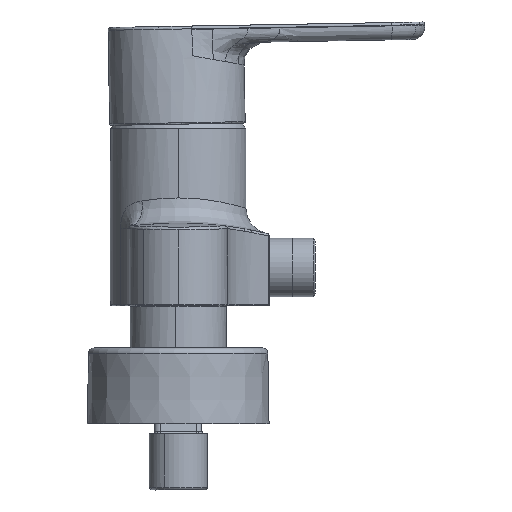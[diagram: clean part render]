
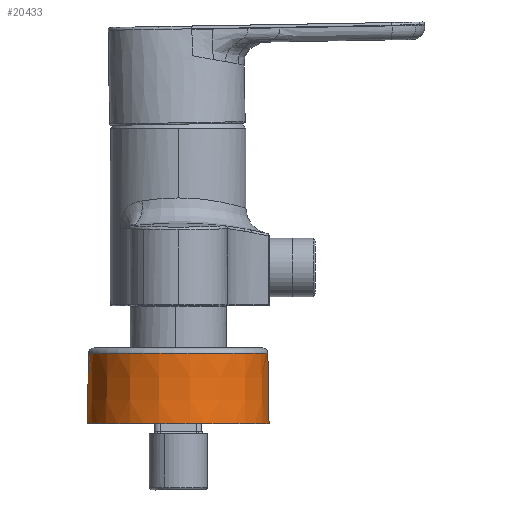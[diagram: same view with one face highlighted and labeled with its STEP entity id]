
A CAD part, left-side view. The second image highlights one B-rep face of the part: STEP entity #20433.
In plain terms, the highlighted conical face has half-angle 0.955 degrees and reference radius 32.083 mm.
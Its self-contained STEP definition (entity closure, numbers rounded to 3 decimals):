
#469 = ORIENTED_EDGE ( 'NONE', *, *, #16990, .T. ) ;
#586 = DIRECTION ( 'NONE',  ( -0.001, -0.017, -1. ) ) ;
#675 = DIRECTION ( 'NONE',  ( 0., 0., -1. ) ) ;
#687 = EDGE_CURVE ( 'NONE', #21548, #22374, #12822, .T. ) ;
#1729 = LINE ( 'NONE', #2271, #3698 ) ;
#2271 = CARTESIAN_POINT ( 'NONE',  ( -73.665, 32.055, -30.727 ) ) ;
#2812 = VERTEX_POINT ( 'NONE', #14700 ) ;
#2915 = FACE_OUTER_BOUND ( 'NONE', #18015, .T. ) ;
#3348 = CARTESIAN_POINT ( 'NONE',  ( -73.665, 32.055, -30.727 ) ) ;
#3698 = VECTOR ( 'NONE', #13050, 1000. ) ;
#4098 = AXIS2_PLACEMENT_3D ( 'NONE', #11413, #675, #20109 ) ;
#5065 = ORIENTED_EDGE ( 'NONE', *, *, #14422, .F. ) ;
#7672 = CARTESIAN_POINT ( 'NONE',  ( -75., 0., -30.727 ) ) ;
#8381 = AXIS2_PLACEMENT_3D ( 'NONE', #19555, #23167, #12414 ) ;
#8382 = VECTOR ( 'NONE', #586, 1000. ) ;
#9936 = EDGE_CURVE ( 'NONE', #2812, #18379, #11773, .T. ) ;
#11413 = CARTESIAN_POINT ( 'NONE',  ( -75., 0., -30.727 ) ) ;
#11773 = CIRCLE ( 'NONE', #8381, 32.5 ) ;
#12414 = DIRECTION ( 'NONE',  ( -0.442, 0.897, 0. ) ) ;
#12688 = CONICAL_SURFACE ( 'NONE', #18810, 32.083, 0.017 ) ;
#12822 = CIRCLE ( 'NONE', #4098, 32.083 ) ;
#13050 = DIRECTION ( 'NONE',  ( 0.001, 0.017, -1. ) ) ;
#14216 = CARTESIAN_POINT ( 'NONE',  ( -76.335, -32.055, -30.727 ) ) ;
#14422 = EDGE_CURVE ( 'NONE', #21548, #2812, #19307, .T. ) ;
#14654 = DIRECTION ( 'NONE',  ( 0.042, 0.999, 0. ) ) ;
#14700 = CARTESIAN_POINT ( 'NONE',  ( -76.352, -32.472, -55.76 ) ) ;
#15963 = CARTESIAN_POINT ( 'NONE',  ( -73.648, 32.472, -55.76 ) ) ;
#16990 = EDGE_CURVE ( 'NONE', #22374, #18379, #1729, .T. ) ;
#17059 = ORIENTED_EDGE ( 'NONE', *, *, #9936, .F. ) ;
#18015 = EDGE_LOOP ( 'NONE', ( #5065, #21686, #469, #17059 ) ) ;
#18379 = VERTEX_POINT ( 'NONE', #15963 ) ;
#18810 = AXIS2_PLACEMENT_3D ( 'NONE', #7672, #20198, #14654 ) ;
#19307 = LINE ( 'NONE', #20178, #8382 ) ;
#19555 = CARTESIAN_POINT ( 'NONE',  ( -75., 0., -55.76 ) ) ;
#20109 = DIRECTION ( 'NONE',  ( -0.442, 0.897, 0. ) ) ;
#20178 = CARTESIAN_POINT ( 'NONE',  ( -76.335, -32.055, -30.727 ) ) ;
#20198 = DIRECTION ( 'NONE',  ( 0., 0., -1. ) ) ;
#20433 = ADVANCED_FACE ( 'NONE', ( #2915 ), #12688, .T. ) ;
#21548 = VERTEX_POINT ( 'NONE', #14216 ) ;
#21686 = ORIENTED_EDGE ( 'NONE', *, *, #687, .T. ) ;
#22374 = VERTEX_POINT ( 'NONE', #3348 ) ;
#23167 = DIRECTION ( 'NONE',  ( 0., 0., -1. ) ) ;
